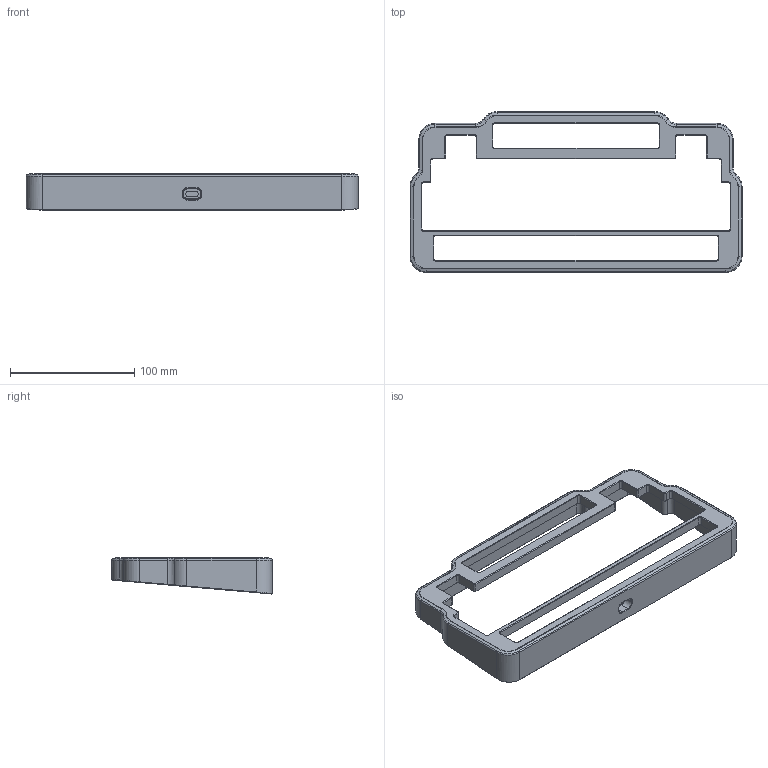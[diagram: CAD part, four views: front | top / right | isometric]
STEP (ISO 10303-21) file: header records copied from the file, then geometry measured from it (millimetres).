
FILE_DESCRIPTION(/* description */ (''),/* implementation_level */ '2;1');
FILE_NAME(/* name */ 'NumAlpha.step',/* time_stamp */ '2023-08-14T11:36:12-07:00',/* author */ (''),/* organization */ (''),/* preprocessor_version */ 'ST-DEVELOPER v19.2',/* originating_system */ 'Autodesk Translation Framework v12.6.0.85',/* authorisation */ '');
FILE_SCHEMA (('AUTOMOTIVE_DESIGN { 1 0 10303 214 3 1 1 }'));
Length unit declared in the file: millimetre
Products named in the file (1): body
Bounding box: 267.6 x 129.49 x 29.09 mm (x, y, z)
Volume: 182982.4 mm3; surface area: 60405.6 mm2
Topology: 1 solids, 1 shells, 311 faces, 741 edges, 438 vertices
Faces by surface type: plane 112, cylinder 84, bspline 47, cone 36, torus 32
Full cylindrical faces by diameter (mm): 4.3 x4
Entity records: 9667 total; most frequent: CARTESIAN_POINT 2649, ORIENTED_EDGE 1482, DIRECTION 1396, EDGE_CURVE 741, AXIS2_PLACEMENT_3D 485, VERTEX_POINT 438, LINE 426, VECTOR 426
